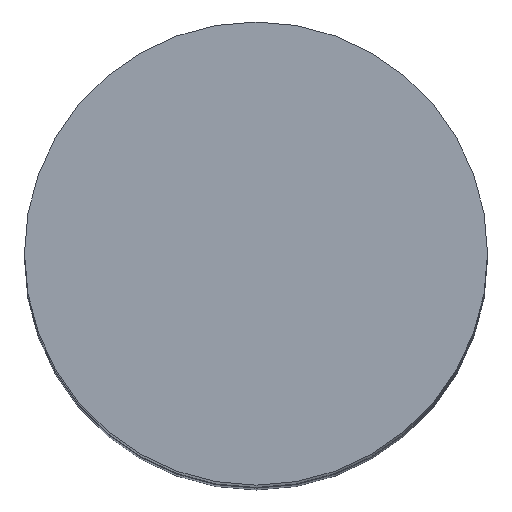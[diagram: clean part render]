
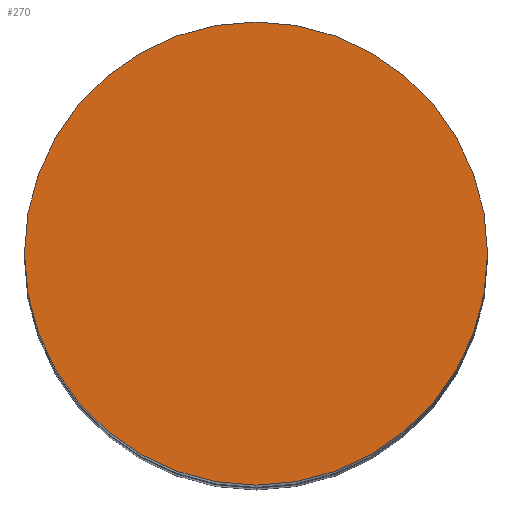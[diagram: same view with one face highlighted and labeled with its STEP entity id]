
A CAD part, top view. The second image highlights one B-rep face of the part: STEP entity #270.
In plain terms, the highlighted planar face has unit normal (0, 0, 1).
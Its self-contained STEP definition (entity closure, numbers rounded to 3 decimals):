
#219 = VERTEX_POINT('',#220);
#220 = CARTESIAN_POINT('',(40.,0.,200.));
#226 = EDGE_CURVE('',#219,#219,#227,.T.);
#227 = CIRCLE('',#228,40.);
#228 = AXIS2_PLACEMENT_3D('',#229,#230,#231);
#229 = CARTESIAN_POINT('',(0.,0.,200.));
#230 = DIRECTION('',(0.,0.,1.));
#231 = DIRECTION('',(1.,0.,0.));
#270 = ADVANCED_FACE('',(#271),#274,.T.);
#271 = FACE_BOUND('',#272,.T.);
#272 = EDGE_LOOP('',(#273));
#273 = ORIENTED_EDGE('',*,*,#226,.T.);
#274 = PLANE('',#275);
#275 = AXIS2_PLACEMENT_3D('',#276,#277,#278);
#276 = CARTESIAN_POINT('',(0.,0.,200.)
  );
#277 = DIRECTION('',(0.,0.,1.));
#278 = DIRECTION('',(1.,0.,0.));
